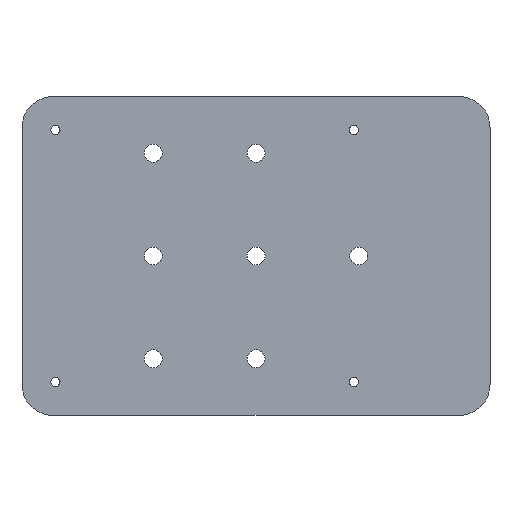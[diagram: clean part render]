
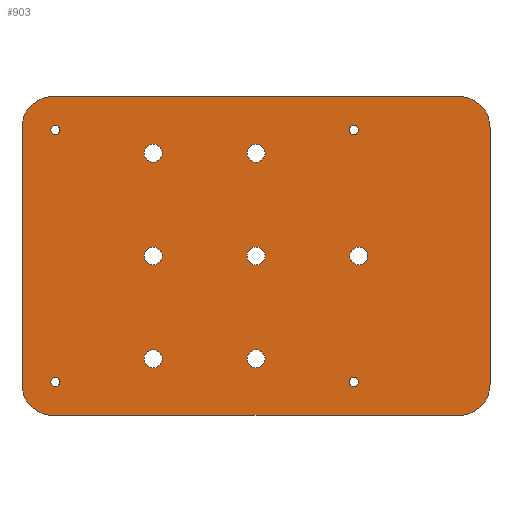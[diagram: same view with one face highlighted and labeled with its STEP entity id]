
A CAD part, front view. The second image highlights one B-rep face of the part: STEP entity #903.
In plain terms, the highlighted planar face has unit normal (0, -1, 0).
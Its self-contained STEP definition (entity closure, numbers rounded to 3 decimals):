
#30=FACE_BOUND('',#227,.T.);
#31=FACE_BOUND('',#228,.T.);
#32=FACE_BOUND('',#229,.T.);
#33=FACE_BOUND('',#230,.T.);
#34=FACE_BOUND('',#231,.T.);
#35=FACE_BOUND('',#232,.T.);
#36=FACE_BOUND('',#233,.T.);
#37=FACE_BOUND('',#234,.T.);
#38=FACE_BOUND('',#235,.T.);
#39=FACE_BOUND('',#236,.T.);
#40=FACE_BOUND('',#237,.T.);
#42=CIRCLE('',#928,6.);
#52=CIRCLE('',#960,6.);
#53=CIRCLE('',#963,6.);
#55=CIRCLE('',#967,6.);
#57=CIRCLE('',#971,1.75);
#59=CIRCLE('',#974,1.75);
#61=CIRCLE('',#977,1.75);
#63=CIRCLE('',#980,1.75);
#65=CIRCLE('',#983,1.75);
#67=CIRCLE('',#986,1.75);
#69=CIRCLE('',#989,1.75);
#83=CIRCLE('',#1012,0.9);
#84=CIRCLE('',#1014,0.9);
#85=CIRCLE('',#1016,0.9);
#86=CIRCLE('',#1018,0.9);
#162=FACE_OUTER_BOUND('',#226,.T.);
#226=EDGE_LOOP('',(#804,#805,#806,#807,#808,#809,#810,#811));
#227=EDGE_LOOP('',(#812));
#228=EDGE_LOOP('',(#813));
#229=EDGE_LOOP('',(#814));
#230=EDGE_LOOP('',(#815));
#231=EDGE_LOOP('',(#816));
#232=EDGE_LOOP('',(#817));
#233=EDGE_LOOP('',(#818));
#234=EDGE_LOOP('',(#819));
#235=EDGE_LOOP('',(#820));
#236=EDGE_LOOP('',(#821));
#237=EDGE_LOOP('',(#822));
#249=LINE('',#1322,#320);
#284=LINE('',#1414,#355);
#291=LINE('',#1436,#362);
#293=LINE('',#1445,#364);
#320=VECTOR('',#1044,10.);
#355=VECTOR('',#1129,10.);
#362=VECTOR('',#1158,10.);
#364=VECTOR('',#1168,10.);
#390=VERTEX_POINT('',#1319);
#391=VERTEX_POINT('',#1321);
#394=VERTEX_POINT('',#1329);
#422=VERTEX_POINT('',#1411);
#423=VERTEX_POINT('',#1413);
#427=VERTEX_POINT('',#1434);
#428=VERTEX_POINT('',#1438);
#430=VERTEX_POINT('',#1444);
#432=VERTEX_POINT('',#1454);
#434=VERTEX_POINT('',#1460);
#436=VERTEX_POINT('',#1466);
#438=VERTEX_POINT('',#1472);
#440=VERTEX_POINT('',#1478);
#442=VERTEX_POINT('',#1484);
#444=VERTEX_POINT('',#1490);
#458=VERTEX_POINT('',#1531);
#459=VERTEX_POINT('',#1535);
#460=VERTEX_POINT('',#1539);
#461=VERTEX_POINT('',#1543);
#473=EDGE_CURVE('',#391,#390,#249,.T.);
#478=EDGE_CURVE('',#390,#394,#42,.T.);
#519=EDGE_CURVE('',#423,#422,#284,.T.);
#528=EDGE_CURVE('',#422,#391,#52,.T.);
#531=EDGE_CURVE('',#394,#427,#291,.T.);
#532=EDGE_CURVE('',#427,#428,#53,.T.);
#535=EDGE_CURVE('',#428,#430,#293,.T.);
#538=EDGE_CURVE('',#430,#423,#55,.T.);
#540=EDGE_CURVE('',#432,#432,#57,.T.);
#543=EDGE_CURVE('',#434,#434,#59,.T.);
#546=EDGE_CURVE('',#436,#436,#61,.T.);
#549=EDGE_CURVE('',#438,#438,#63,.T.);
#552=EDGE_CURVE('',#440,#440,#65,.T.);
#555=EDGE_CURVE('',#442,#442,#67,.T.);
#558=EDGE_CURVE('',#444,#444,#69,.T.);
#576=EDGE_CURVE('',#458,#458,#83,.T.);
#578=EDGE_CURVE('',#459,#459,#84,.T.);
#580=EDGE_CURVE('',#460,#460,#85,.T.);
#582=EDGE_CURVE('',#461,#461,#86,.T.);
#804=ORIENTED_EDGE('',*,*,#538,.T.);
#805=ORIENTED_EDGE('',*,*,#519,.T.);
#806=ORIENTED_EDGE('',*,*,#528,.T.);
#807=ORIENTED_EDGE('',*,*,#473,.T.);
#808=ORIENTED_EDGE('',*,*,#478,.T.);
#809=ORIENTED_EDGE('',*,*,#531,.T.);
#810=ORIENTED_EDGE('',*,*,#532,.T.);
#811=ORIENTED_EDGE('',*,*,#535,.T.);
#812=ORIENTED_EDGE('',*,*,#540,.T.);
#813=ORIENTED_EDGE('',*,*,#543,.T.);
#814=ORIENTED_EDGE('',*,*,#546,.T.);
#815=ORIENTED_EDGE('',*,*,#549,.T.);
#816=ORIENTED_EDGE('',*,*,#552,.T.);
#817=ORIENTED_EDGE('',*,*,#555,.T.);
#818=ORIENTED_EDGE('',*,*,#558,.T.);
#819=ORIENTED_EDGE('',*,*,#580,.T.);
#820=ORIENTED_EDGE('',*,*,#582,.T.);
#821=ORIENTED_EDGE('',*,*,#578,.T.);
#822=ORIENTED_EDGE('',*,*,#576,.T.);
#856=PLANE('',#1017);
#903=ADVANCED_FACE('',(#162,#30,#31,#32,#33,#34,#35,#36,#37,#38,#39,#40),
#856,.T.);
#928=AXIS2_PLACEMENT_3D('',#1331,#1052,#1053);
#960=AXIS2_PLACEMENT_3D('',#1430,#1152,#1153);
#963=AXIS2_PLACEMENT_3D('',#1439,#1161,#1162);
#967=AXIS2_PLACEMENT_3D('',#1450,#1173,#1174);
#971=AXIS2_PLACEMENT_3D('',#1455,#1181,#1182);
#974=AXIS2_PLACEMENT_3D('',#1461,#1188,#1189);
#977=AXIS2_PLACEMENT_3D('',#1467,#1195,#1196);
#980=AXIS2_PLACEMENT_3D('',#1473,#1202,#1203);
#983=AXIS2_PLACEMENT_3D('',#1479,#1209,#1210);
#986=AXIS2_PLACEMENT_3D('',#1485,#1216,#1217);
#989=AXIS2_PLACEMENT_3D('',#1491,#1223,#1224);
#1012=AXIS2_PLACEMENT_3D('',#1532,#1273,#1274);
#1014=AXIS2_PLACEMENT_3D('',#1536,#1278,#1279);
#1016=AXIS2_PLACEMENT_3D('',#1540,#1283,#1284);
#1017=AXIS2_PLACEMENT_3D('',#1542,#1286,#1287);
#1018=AXIS2_PLACEMENT_3D('',#1544,#1288,#1289);
#1044=DIRECTION('',(-1.,0.,0.));
#1052=DIRECTION('center_axis',(0.,-1.,0.));
#1053=DIRECTION('ref_axis',(0.,0.,1.));
#1129=DIRECTION('',(0.,0.,1.));
#1152=DIRECTION('center_axis',(0.,-1.,0.));
#1153=DIRECTION('ref_axis',(1.,0.,0.));
#1158=DIRECTION('',(0.,0.,-1.));
#1161=DIRECTION('center_axis',(0.,-1.,0.));
#1162=DIRECTION('ref_axis',(-1.,0.,0.));
#1168=DIRECTION('',(1.,0.,0.));
#1173=DIRECTION('center_axis',(0.,-1.,0.));
#1174=DIRECTION('ref_axis',(0.,0.,-1.));
#1181=DIRECTION('center_axis',(0.,1.,0.));
#1182=DIRECTION('ref_axis',(1.,0.,0.));
#1188=DIRECTION('center_axis',(0.,1.,0.));
#1189=DIRECTION('ref_axis',(1.,0.,0.));
#1195=DIRECTION('center_axis',(0.,1.,0.));
#1196=DIRECTION('ref_axis',(1.,0.,0.));
#1202=DIRECTION('center_axis',(0.,1.,0.));
#1203=DIRECTION('ref_axis',(1.,0.,0.));
#1209=DIRECTION('center_axis',(0.,1.,0.));
#1210=DIRECTION('ref_axis',(1.,0.,0.));
#1216=DIRECTION('center_axis',(0.,1.,0.));
#1217=DIRECTION('ref_axis',(1.,0.,0.));
#1223=DIRECTION('center_axis',(0.,1.,0.));
#1224=DIRECTION('ref_axis',(1.,0.,0.));
#1273=DIRECTION('center_axis',(0.,1.,0.));
#1274=DIRECTION('ref_axis',(1.,0.,0.));
#1278=DIRECTION('center_axis',(0.,1.,0.));
#1279=DIRECTION('ref_axis',(1.,0.,0.));
#1283=DIRECTION('center_axis',(0.,1.,0.));
#1284=DIRECTION('ref_axis',(1.,0.,0.));
#1286=DIRECTION('center_axis',(0.,-1.,0.));
#1287=DIRECTION('ref_axis',(1.,0.,0.));
#1288=DIRECTION('center_axis',(0.,1.,0.));
#1289=DIRECTION('ref_axis',(1.,0.,0.));
#1319=CARTESIAN_POINT('',(-39.5,-8.3,31.));
#1321=CARTESIAN_POINT('',(39.5,-8.3,31.));
#1322=CARTESIAN_POINT('',(39.5,-8.3,31.));
#1329=CARTESIAN_POINT('',(-45.5,-8.3,25.));
#1331=CARTESIAN_POINT('Origin',(-39.5,-8.3,25.));
#1411=CARTESIAN_POINT('',(45.5,-8.3,25.));
#1413=CARTESIAN_POINT('',(45.5,-8.3,-25.));
#1414=CARTESIAN_POINT('',(45.5,-8.3,-25.));
#1430=CARTESIAN_POINT('Origin',(39.5,-8.3,25.));
#1434=CARTESIAN_POINT('',(-45.5,-8.3,-25.));
#1436=CARTESIAN_POINT('',(-45.5,-8.3,25.));
#1438=CARTESIAN_POINT('',(-39.5,-8.3,-31.));
#1439=CARTESIAN_POINT('Origin',(-39.5,-8.3,-25.));
#1444=CARTESIAN_POINT('',(39.5,-8.3,-31.));
#1445=CARTESIAN_POINT('',(-39.5,-8.3,-31.));
#1450=CARTESIAN_POINT('Origin',(39.5,-8.3,-25.));
#1454=CARTESIAN_POINT('',(-1.75,-8.3,0.));
#1455=CARTESIAN_POINT('Origin',(0.,-8.3,0.));
#1460=CARTESIAN_POINT('',(-21.75,-8.3,20.));
#1461=CARTESIAN_POINT('Origin',(-20.,-8.3,20.));
#1466=CARTESIAN_POINT('',(-1.75,-8.3,-20.));
#1467=CARTESIAN_POINT('Origin',(0.,-8.3,-20.));
#1472=CARTESIAN_POINT('',(-1.75,-8.3,20.));
#1473=CARTESIAN_POINT('Origin',(0.,-8.3,20.));
#1478=CARTESIAN_POINT('',(-21.75,-8.3,0.));
#1479=CARTESIAN_POINT('Origin',(-20.,-8.3,0.));
#1484=CARTESIAN_POINT('',(-21.75,-8.3,-20.));
#1485=CARTESIAN_POINT('Origin',(-20.,-8.3,-20.));
#1490=CARTESIAN_POINT('',(18.25,-8.3,0.));
#1491=CARTESIAN_POINT('Origin',(20.,-8.3,0.));
#1531=CARTESIAN_POINT('',(-39.9,-8.3,-24.5));
#1532=CARTESIAN_POINT('Origin',(-39.,-8.3,-24.5));
#1535=CARTESIAN_POINT('',(18.1,-8.3,-24.5));
#1536=CARTESIAN_POINT('Origin',(19.,-8.3,-24.5));
#1539=CARTESIAN_POINT('',(-39.9,-8.3,24.5));
#1540=CARTESIAN_POINT('Origin',(-39.,-8.3,24.5));
#1542=CARTESIAN_POINT('Origin',(0.,-8.3,0.));
#1543=CARTESIAN_POINT('',(18.1,-8.3,24.5));
#1544=CARTESIAN_POINT('Origin',(19.,-8.3,24.5));
